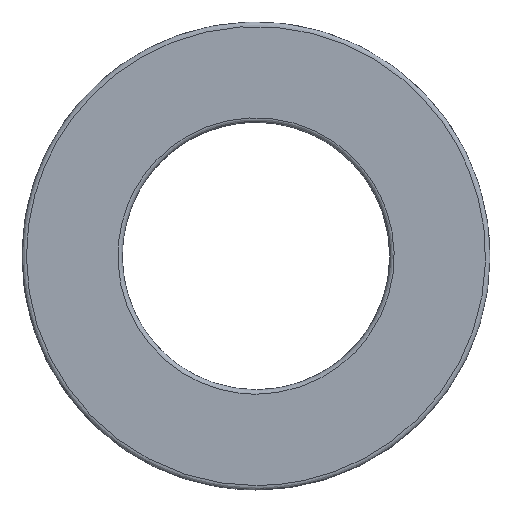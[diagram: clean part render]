
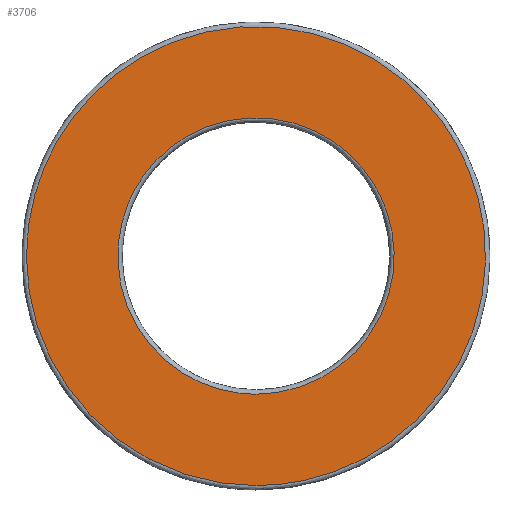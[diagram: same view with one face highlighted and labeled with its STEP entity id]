
A CAD part, front view. The second image highlights one B-rep face of the part: STEP entity #3706.
In plain terms, the highlighted free-form (B-spline) face has degree [1, 1] with [2, 2] control points.
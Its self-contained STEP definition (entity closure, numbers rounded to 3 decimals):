
#3607 = VERTEX_POINT('',#3608);
#3608 = CARTESIAN_POINT('',(0.,-3.725,
    -15.347));
#3614 = EDGE_CURVE('',#3607,#3607,#3615,.T.);
#3615 = ( BOUNDED_CURVE() B_SPLINE_CURVE(2,(#3616,#3617,#3618,#3619,
#3620,#3621,#3622),.UNSPECIFIED.,.T.,.F.) B_SPLINE_CURVE_WITH_KNOTS((3,2
    ,2,3),(1.571,3.665,5.76,7.854),
.PIECEWISE_BEZIER_KNOTS.) CURVE() GEOMETRIC_REPRESENTATION_ITEM() 
RATIONAL_B_SPLINE_CURVE((1.,0.5,1.,0.5,1.,0.5,1.)) REPRESENTATION_ITEM(
  '') );
#3616 = CARTESIAN_POINT('',(0.,-3.725,
    -15.347));
#3617 = CARTESIAN_POINT('',(-26.582,-3.725,
    -15.347));
#3618 = CARTESIAN_POINT('',(-13.291,-3.725,
    7.673));
#3619 = CARTESIAN_POINT('',(0.,-3.725,
    30.694));
#3620 = CARTESIAN_POINT('',(13.291,-3.725,
    7.673));
#3621 = CARTESIAN_POINT('',(26.582,-3.725,
    -15.347));
#3622 = CARTESIAN_POINT('',(0.,-3.725,
    -15.347));
#3706 = ADVANCED_FACE('',(#3707,#3710),#3724,.T.);
#3707 = FACE_BOUND('',#3708,.T.);
#3708 = EDGE_LOOP('',(#3709));
#3709 = ORIENTED_EDGE('',*,*,#3614,.F.);
#3710 = FACE_BOUND('',#3711,.T.);
#3711 = EDGE_LOOP('',(#3712));
#3712 = ORIENTED_EDGE('',*,*,#3713,.F.);
#3713 = EDGE_CURVE('',#3714,#3714,#3716,.T.);
#3714 = VERTEX_POINT('',#3715);
#3715 = CARTESIAN_POINT('',(0.,-3.725,
    -9.238));
#3716 = ( BOUNDED_CURVE() B_SPLINE_CURVE(2,(#3717,#3718,#3719,#3720,
#3721,#3722,#3723),.UNSPECIFIED.,.T.,.F.) B_SPLINE_CURVE_WITH_KNOTS((3,2
    ,2,3),(4.712,6.807,8.901,10.996)
,.PIECEWISE_BEZIER_KNOTS.) CURVE() GEOMETRIC_REPRESENTATION_ITEM() 
RATIONAL_B_SPLINE_CURVE((1.,0.5,1.,0.5,1.,0.5,1.)) REPRESENTATION_ITEM(
  '') );
#3717 = CARTESIAN_POINT('',(0.,-3.725,
    -9.238));
#3718 = CARTESIAN_POINT('',(16.001,-3.725,
    -9.238));
#3719 = CARTESIAN_POINT('',(8.,-3.725,
    4.619));
#3720 = CARTESIAN_POINT('',(0.,-3.725,
    18.476));
#3721 = CARTESIAN_POINT('',(-8.,-3.725,
    4.619));
#3722 = CARTESIAN_POINT('',(-16.001,-3.725,
    -9.238));
#3723 = CARTESIAN_POINT('',(0.,-3.725,
    -9.238));
#3724 = B_SPLINE_SURFACE_WITH_KNOTS('',1,1,(
    (#3725,#3726)
    ,(#3727,#3728
    )),.UNSPECIFIED.,.F.,.F.,.F.,(2,2),(2,2),(-10.3,10.3),(0.2,20.8),
  .PIECEWISE_BEZIER_KNOTS.);
#3725 = CARTESIAN_POINT('',(-15.347,-3.725,
    15.347));
#3726 = CARTESIAN_POINT('',(15.347,-3.725,
    15.347));
#3727 = CARTESIAN_POINT('',(-15.347,-3.725,
    -15.347));
#3728 = CARTESIAN_POINT('',(15.347,-3.725,
    -15.347));
